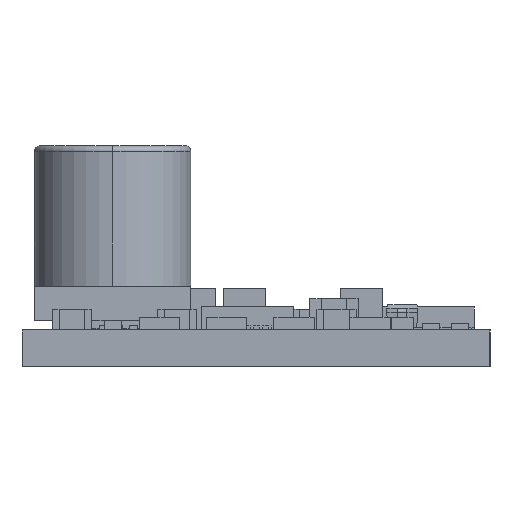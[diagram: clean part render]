
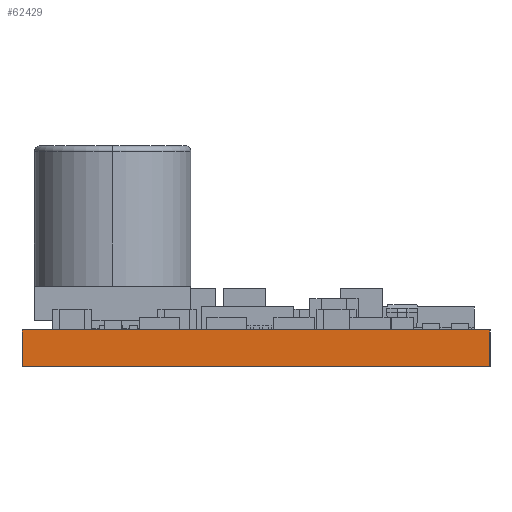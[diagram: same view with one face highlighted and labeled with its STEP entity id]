
A CAD part, left-side view. The second image highlights one B-rep face of the part: STEP entity #62429.
In plain terms, the highlighted planar face has unit normal (-1, 0, 0).
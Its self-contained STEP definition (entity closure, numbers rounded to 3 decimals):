
#1988 = LINE ( 'NONE', #13174, #14819 ) ;
#6224 = VECTOR ( 'NONE', #16183, 1000. ) ;
#6594 = CARTESIAN_POINT ( 'NONE',  ( 0., 20.32, 1.575 ) ) ;
#6824 = DIRECTION ( 'NONE',  ( 1., 0., 0. ) ) ;
#8505 = CARTESIAN_POINT ( 'NONE',  ( 0., 20.32, 0. ) ) ;
#12973 = LINE ( 'NONE', #8505, #57091 ) ;
#13174 = CARTESIAN_POINT ( 'NONE',  ( 0., 20.32, 1.575 ) ) ;
#14819 = VECTOR ( 'NONE', #68986, 1000. ) ;
#16183 = DIRECTION ( 'NONE',  ( 0., 0., -1. ) ) ;
#18961 = AXIS2_PLACEMENT_3D ( 'NONE', #29077, #6824, #29816 ) ;
#24447 = ORIENTED_EDGE ( 'NONE', *, *, #64949, .T. ) ;
#24828 = VERTEX_POINT ( 'NONE', #55380 ) ;
#28405 = LINE ( 'NONE', #44296, #6224 ) ;
#29077 = CARTESIAN_POINT ( 'NONE',  ( 0., 20.32, 1.575 ) ) ;
#29335 = EDGE_LOOP ( 'NONE', ( #24447, #49581, #56398, #60472 ) ) ;
#29816 = DIRECTION ( 'NONE',  ( 0., 0., -1. ) ) ;
#30063 = DIRECTION ( 'NONE',  ( 0., -1., 0. ) ) ;
#30944 = DIRECTION ( 'NONE',  ( 0., -1., 0. ) ) ;
#31746 = VERTEX_POINT ( 'NONE', #70860 ) ;
#39989 = EDGE_CURVE ( 'NONE', #31746, #24828, #28405, .T. ) ;
#42202 = VERTEX_POINT ( 'NONE', #6594 ) ;
#44296 = CARTESIAN_POINT ( 'NONE',  ( 0., 0., 1.575 ) ) ;
#49581 = ORIENTED_EDGE ( 'NONE', *, *, #39989, .F. ) ;
#50146 = VECTOR ( 'NONE', #30944, 1000. ) ;
#55380 = CARTESIAN_POINT ( 'NONE',  ( 0., 0., 0. ) ) ;
#56398 = ORIENTED_EDGE ( 'NONE', *, *, #56740, .F. ) ;
#56740 = EDGE_CURVE ( 'NONE', #42202, #31746, #64519, .T. ) ;
#57091 = VECTOR ( 'NONE', #30063, 1000. ) ;
#60472 = ORIENTED_EDGE ( 'NONE', *, *, #66245, .T. ) ;
#61225 = FACE_OUTER_BOUND ( 'NONE', #29335, .T. ) ;
#62429 = ADVANCED_FACE ( 'NONE', ( #61225 ), #72671, .F. ) ;
#64519 = LINE ( 'NONE', #65242, #50146 ) ;
#64949 = EDGE_CURVE ( 'NONE', #66928, #24828, #12973, .T. ) ;
#65242 = CARTESIAN_POINT ( 'NONE',  ( 0., 20.32, 1.575 ) ) ;
#66245 = EDGE_CURVE ( 'NONE', #42202, #66928, #1988, .T. ) ;
#66395 = CARTESIAN_POINT ( 'NONE',  ( 0., 20.32, 0. ) ) ;
#66928 = VERTEX_POINT ( 'NONE', #66395 ) ;
#68986 = DIRECTION ( 'NONE',  ( 0., 0., -1. ) ) ;
#70860 = CARTESIAN_POINT ( 'NONE',  ( 0., 0., 1.575 ) ) ;
#72671 = PLANE ( 'NONE',  #18961 ) ;
